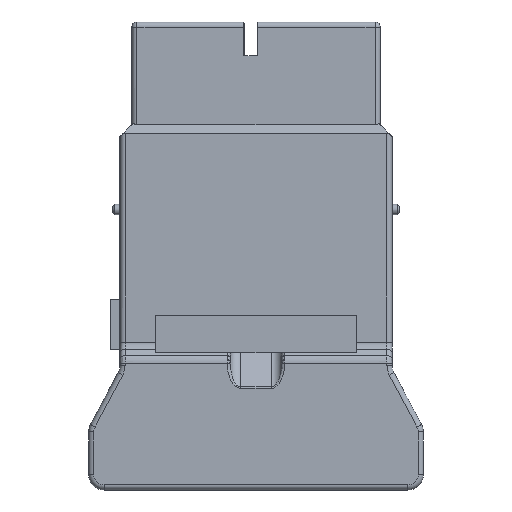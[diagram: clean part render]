
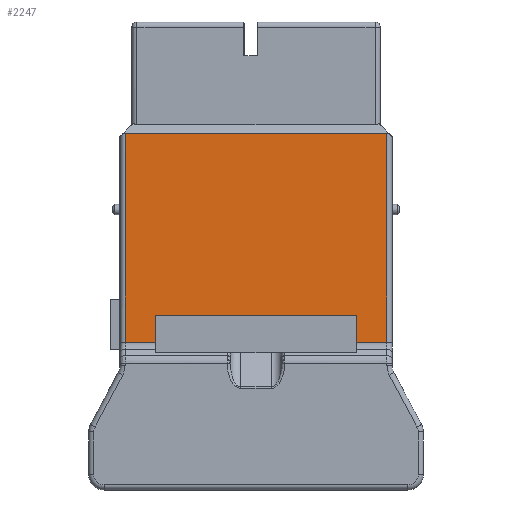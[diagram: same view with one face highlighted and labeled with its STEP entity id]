
A CAD part, left-side view. The second image highlights one B-rep face of the part: STEP entity #2247.
In plain terms, the highlighted planar face has unit normal (-1, 0, 0).
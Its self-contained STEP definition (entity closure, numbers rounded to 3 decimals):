
#2247=ADVANCED_FACE('',(#3278),#2896,.F.);
#2896=PLANE('',#14418);
#3278=FACE_OUTER_BOUND('',#3866,.T.);
#3866=EDGE_LOOP('',(#4962,#4963,#4964,#4965,#4966,#4967,#4968,#4969));
#4962=ORIENTED_EDGE('',*,*,#9202,.T.);
#4963=ORIENTED_EDGE('',*,*,#9395,.F.);
#4964=ORIENTED_EDGE('',*,*,#9396,.F.);
#4965=ORIENTED_EDGE('',*,*,#9397,.F.);
#4966=ORIENTED_EDGE('',*,*,#9398,.T.);
#4967=ORIENTED_EDGE('',*,*,#9399,.T.);
#4968=ORIENTED_EDGE('',*,*,#9400,.T.);
#4969=ORIENTED_EDGE('',*,*,#9401,.T.);
#8065=VERTEX_POINT('',#19290);
#8066=VERTEX_POINT('',#19292);
#8233=VERTEX_POINT('',#19699);
#8234=VERTEX_POINT('',#19701);
#8235=VERTEX_POINT('',#19703);
#8236=VERTEX_POINT('',#19705);
#8237=VERTEX_POINT('',#19707);
#8238=VERTEX_POINT('',#19709);
#9202=EDGE_CURVE('',#8066,#8065,#11650,.T.);
#9395=EDGE_CURVE('',#8233,#8065,#11804,.T.);
#9396=EDGE_CURVE('',#8234,#8233,#11805,.T.);
#9397=EDGE_CURVE('',#8235,#8234,#11806,.T.);
#9398=EDGE_CURVE('',#8235,#8236,#11807,.T.);
#9399=EDGE_CURVE('',#8236,#8237,#11808,.T.);
#9400=EDGE_CURVE('',#8237,#8238,#11809,.T.);
#9401=EDGE_CURVE('',#8238,#8066,#11810,.T.);
#11650=LINE('',#19291,#12821);
#11804=LINE('',#19698,#12975);
#11805=LINE('',#19700,#12976);
#11806=LINE('',#19702,#12977);
#11807=LINE('',#19704,#12978);
#11808=LINE('',#19706,#12979);
#11809=LINE('',#19708,#12980);
#11810=LINE('',#19710,#12981);
#12821=VECTOR('',#15643,1.);
#12975=VECTOR('',#15937,1.);
#12976=VECTOR('',#15938,1.);
#12977=VECTOR('',#15939,1.);
#12978=VECTOR('',#15940,1.);
#12979=VECTOR('',#15941,1.);
#12980=VECTOR('',#15942,1.);
#12981=VECTOR('',#15943,1.);
#14418=AXIS2_PLACEMENT_3D('',#19711,#15944,#15945);
#15643=DIRECTION('',(0.,-1.,0.));
#15937=DIRECTION('',(0.,0.,-1.));
#15938=DIRECTION('',(0.,1.,0.));
#15939=DIRECTION('',(0.,0.,1.));
#15940=DIRECTION('',(0.,-1.,0.));
#15941=DIRECTION('',(0.,0.,1.));
#15942=DIRECTION('',(0.,1.,0.));
#15943=DIRECTION('',(0.,0.,-1.));
#15944=DIRECTION('',(1.,0.,0.));
#15945=DIRECTION('',(0.,0.,-1.));
#19290=CARTESIAN_POINT('',(-5.75,9.75,-16.886));
#19291=CARTESIAN_POINT('',(-5.75,-13.175,-16.886));
#19292=CARTESIAN_POINT('',(-5.75,12.675,-16.886));
#19698=CARTESIAN_POINT('',(-5.75,9.75,0.));
#19699=CARTESIAN_POINT('',(-5.75,9.75,-14.3));
#19700=CARTESIAN_POINT('',(-5.75,0.,-14.3));
#19701=CARTESIAN_POINT('',(-5.75,-9.75,-14.3));
#19702=CARTESIAN_POINT('',(-5.75,-9.75,0.));
#19703=CARTESIAN_POINT('',(-5.75,-9.75,-16.886));
#19704=CARTESIAN_POINT('',(-5.75,-13.175,-16.886));
#19705=CARTESIAN_POINT('',(-5.75,-12.675,-16.886));
#19706=CARTESIAN_POINT('',(-5.75,-12.675,3.));
#19707=CARTESIAN_POINT('',(-5.75,-12.675,3.3));
#19708=CARTESIAN_POINT('',(-5.75,0.,3.3));
#19709=CARTESIAN_POINT('',(-5.75,12.675,3.3));
#19710=CARTESIAN_POINT('',(-5.75,12.675,-16.886));
#19711=CARTESIAN_POINT('',(-5.75,0.,0.));
